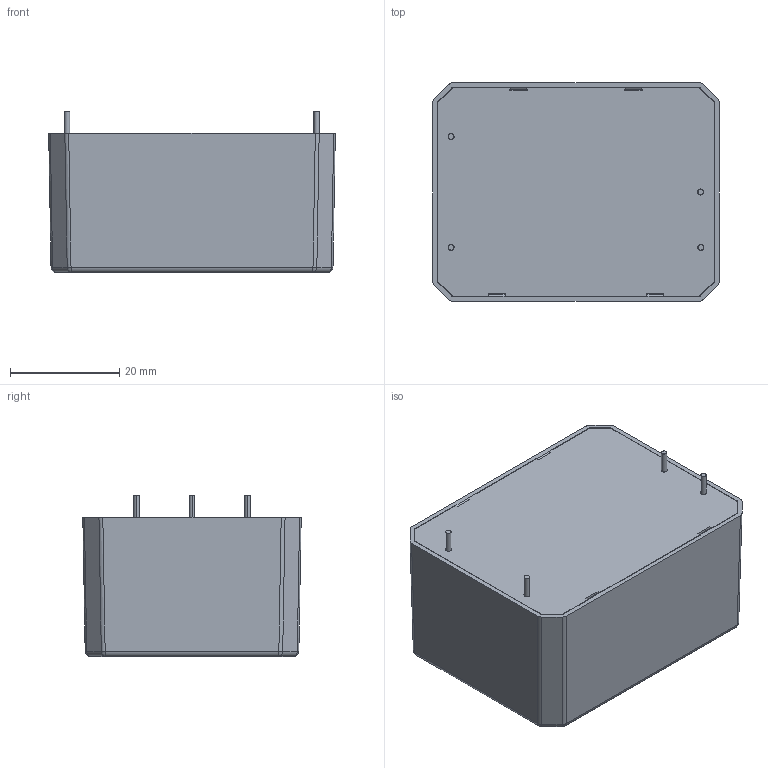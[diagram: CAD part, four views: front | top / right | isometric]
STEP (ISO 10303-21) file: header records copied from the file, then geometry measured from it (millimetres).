
FILE_DESCRIPTION (( 'STEP AP214' ), '1' );
FILE_NAME ('RAC15-SK_480_3D_20210625.stp', '2021-06-25T10:06:15', ( '' ), ( '' ), 'SwSTEP 2.0', 'SolidWorks 2019', '' );
FILE_SCHEMA (( 'AUTOMOTIVE_DESIGN' ));
Length unit declared in the file: millimetre
Products named in the file (1): RAC15-SK_480_3D_20210625
Bounding box: 52.5 x 40 x 29.5 mm (x, y, z)
Volume: 16070.3 mm3; surface area: 24065 mm2
Topology: 15 solids, 15 shells, 641 faces, 1570 edges, 995 vertices
Faces by surface type: plane 278, cylinder 278, bspline 32, sphere 24, cone 15, torus 14
Entity records: 29147 total; most frequent: CARTESIAN_POINT 6681, DIRECTION 3152, ORIENTED_EDGE 3124, EDGE_CURVE 1562, AXIS2_PLACEMENT_3D 1128, VERTEX_POINT 995, VECTOR 896, LINE 896
